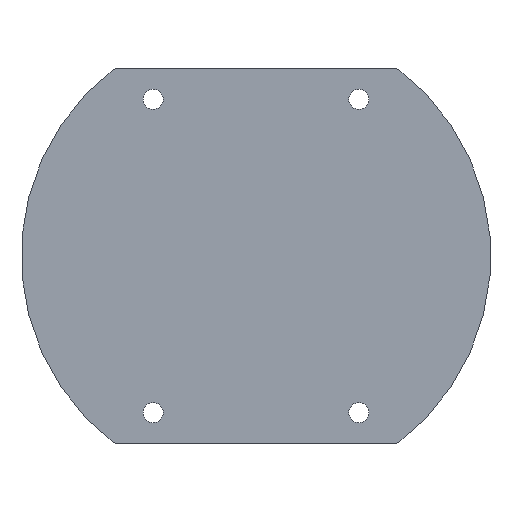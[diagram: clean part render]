
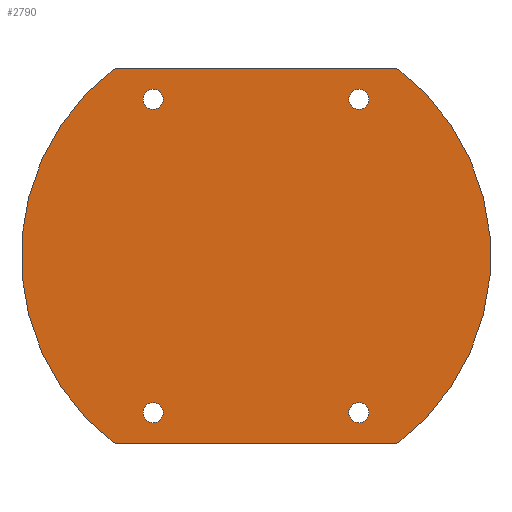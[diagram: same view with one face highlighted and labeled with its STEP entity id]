
A CAD part, front view. The second image highlights one B-rep face of the part: STEP entity #2790.
In plain terms, the highlighted planar face has unit normal (0, -1, 0).
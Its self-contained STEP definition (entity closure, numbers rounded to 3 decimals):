
#24=FACE_BOUND('',#374,.T.);
#25=FACE_BOUND('',#375,.T.);
#26=FACE_BOUND('',#376,.T.);
#27=FACE_BOUND('',#377,.T.);
#90=PLANE('',#3071);
#224=FACE_OUTER_BOUND('',#373,.T.);
#373=EDGE_LOOP('',(#2484,#2485,#2486,#2487));
#374=EDGE_LOOP('',(#2488));
#375=EDGE_LOOP('',(#2489));
#376=EDGE_LOOP('',(#2490));
#377=EDGE_LOOP('',(#2491));
#652=LINE('',#4706,#920);
#656=LINE('',#4718,#924);
#920=VECTOR('',#3848,63.);
#924=VECTOR('',#3860,63.);
#1074=CIRCLE('',#3066,52.5);
#1075=CIRCLE('',#3069,52.5);
#1077=CIRCLE('',#3072,2.248);
#1078=CIRCLE('',#3073,2.248);
#1079=CIRCLE('',#3074,2.248);
#1080=CIRCLE('',#3075,2.248);
#1339=VERTEX_POINT('',#4699);
#1342=VERTEX_POINT('',#4704);
#1344=VERTEX_POINT('',#4710);
#1346=VERTEX_POINT('',#4716);
#1347=VERTEX_POINT('',#4723);
#1348=VERTEX_POINT('',#4725);
#1349=VERTEX_POINT('',#4727);
#1350=VERTEX_POINT('',#4729);
#1738=EDGE_CURVE('',#1339,#1342,#652,.T.);
#1741=EDGE_CURVE('',#1344,#1342,#1074,.T.);
#1744=EDGE_CURVE('',#1344,#1346,#656,.T.);
#1745=EDGE_CURVE('',#1339,#1346,#1075,.T.);
#1747=EDGE_CURVE('',#1347,#1347,#1077,.T.);
#1748=EDGE_CURVE('',#1348,#1348,#1078,.T.);
#1749=EDGE_CURVE('',#1349,#1349,#1079,.T.);
#1750=EDGE_CURVE('',#1350,#1350,#1080,.T.);
#2484=ORIENTED_EDGE('',*,*,#1741,.F.);
#2485=ORIENTED_EDGE('',*,*,#1744,.T.);
#2486=ORIENTED_EDGE('',*,*,#1745,.F.);
#2487=ORIENTED_EDGE('',*,*,#1738,.T.);
#2488=ORIENTED_EDGE('',*,*,#1747,.T.);
#2489=ORIENTED_EDGE('',*,*,#1748,.T.);
#2490=ORIENTED_EDGE('',*,*,#1749,.T.);
#2491=ORIENTED_EDGE('',*,*,#1750,.T.);
#2790=ADVANCED_FACE('',(#224,#24,#25,#26,#27),#90,.F.);
#3066=AXIS2_PLACEMENT_3D('',#4712,#3854,#3855);
#3069=AXIS2_PLACEMENT_3D('',#4720,#3863,#3864);
#3071=AXIS2_PLACEMENT_3D('',#4722,#3867,#3868);
#3072=AXIS2_PLACEMENT_3D('',#4724,#3869,#3870);
#3073=AXIS2_PLACEMENT_3D('',#4726,#3871,#3872);
#3074=AXIS2_PLACEMENT_3D('',#4728,#3873,#3874);
#3075=AXIS2_PLACEMENT_3D('',#4730,#3875,#3876);
#3848=DIRECTION('',(1.,0.,0.));
#3854=DIRECTION('center_axis',(0.,1.,0.));
#3855=DIRECTION('ref_axis',(0.,0.,1.));
#3860=DIRECTION('',(-1.,0.,0.));
#3863=DIRECTION('center_axis',(0.,1.,0.));
#3864=DIRECTION('ref_axis',(0.,0.,1.));
#3867=DIRECTION('center_axis',(0.,1.,0.));
#3868=DIRECTION('ref_axis',(0.,0.,1.));
#3869=DIRECTION('center_axis',(0.,1.,0.));
#3870=DIRECTION('ref_axis',(0.,0.,1.));
#3871=DIRECTION('center_axis',(0.,1.,0.));
#3872=DIRECTION('ref_axis',(0.,0.,1.));
#3873=DIRECTION('center_axis',(0.,1.,0.));
#3874=DIRECTION('ref_axis',(0.,0.,1.));
#3875=DIRECTION('center_axis',(0.,1.,0.));
#3876=DIRECTION('ref_axis',(0.,0.,1.));
#4699=CARTESIAN_POINT('',(-31.5,0.,-42.));
#4704=CARTESIAN_POINT('',(31.5,0.,-42.));
#4706=CARTESIAN_POINT('',(-31.5,0.,-42.));
#4710=CARTESIAN_POINT('',(31.5,0.,42.));
#4712=CARTESIAN_POINT('Origin',(0.,0.,0.));
#4716=CARTESIAN_POINT('',(-31.5,0.,42.));
#4718=CARTESIAN_POINT('',(31.5,0.,42.));
#4720=CARTESIAN_POINT('Origin',(0.,0.,0.));
#4722=CARTESIAN_POINT('Origin',(0.,0.,0.));
#4723=CARTESIAN_POINT('',(-23.,0.,-32.752));
#4724=CARTESIAN_POINT('Origin',(-23.,0.,-35.));
#4725=CARTESIAN_POINT('',(23.,0.,-32.752));
#4726=CARTESIAN_POINT('Origin',(23.,0.,-35.));
#4727=CARTESIAN_POINT('',(23.,0.,37.248));
#4728=CARTESIAN_POINT('Origin',(23.,0.,35.));
#4729=CARTESIAN_POINT('',(-23.,0.,37.248));
#4730=CARTESIAN_POINT('Origin',(-23.,0.,35.));
